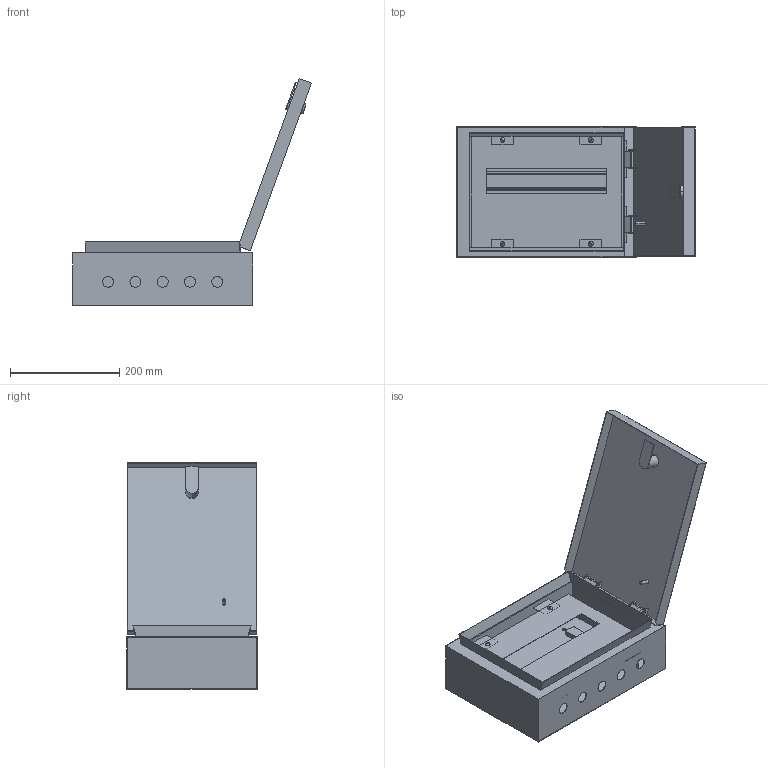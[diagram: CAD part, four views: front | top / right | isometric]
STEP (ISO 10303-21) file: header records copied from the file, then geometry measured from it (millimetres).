
FILE_DESCRIPTION (( 'STEP AP214' ), '1' );
FILE_NAME ('ShRN-12_IP54.STEP', '2016-11-02T07:00:04', ( 'user' ), ( '' ), 'SwSTEP 2.0', 'SolidWorks 2014', '' );
FILE_SCHEMA (( 'AUTOMOTIVE_DESIGN' ));
Length unit declared in the file: millimetre
Products named in the file (7): Panel_12; IEK 702.002 Ðåéêà óñòàíîâî÷íàÿ_025.06.02; Obolochka_ShRN_IP54_12; SC GOST 17473_gost_‚¨­â A.M5x10 ƒŽ‘’ 17473-80; Dver_ShRN_54_12; ShRN-12_IP54; DIN-Reika_12 ｬｮ､罩･ｩ
Assembly tree (13 placements, depth 2):
  ShRN-12_IP54
    Obolochka_ShRN_IP54_12
    Dver_ShRN_54_12
    DIN-Reika_12 ｬｮ､罩･ｩ
    SC GOST 17473_gost_‚¨­â A.M5x10 ƒŽ‘’ 17473-80  x8
    IEK 702.002 Ðåéêà óñòàíîâî÷íàÿ_025.06.02
    Panel_12
Bounding box: 437.39 x 240 x 415.25 mm (x, y, z)
Volume: 416335.3 mm3; surface area: 836083 mm2
Topology: 17 solids, 17 shells, 367 faces, 889 edges, 578 vertices
Faces by surface type: plane 225, cylinder 120, sphere 16, cone 6
Entity records: 9625 total; most frequent: DIRECTION 1633, CARTESIAN_POINT 1577, ORIENTED_EDGE 1526, EDGE_CURVE 763, AXIS2_PLACEMENT_3D 550, LINE 533, VECTOR 533, VERTEX_POINT 494
